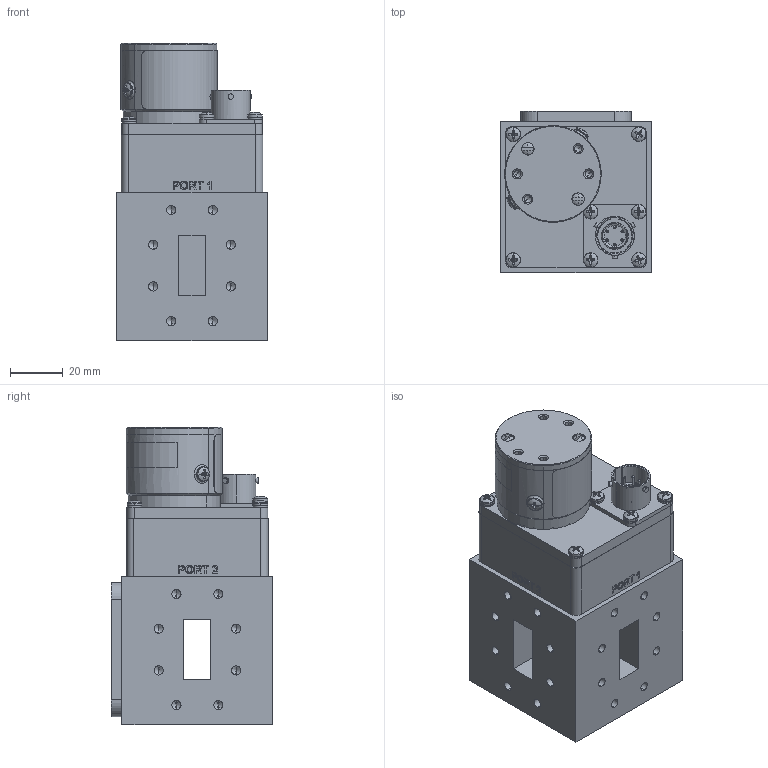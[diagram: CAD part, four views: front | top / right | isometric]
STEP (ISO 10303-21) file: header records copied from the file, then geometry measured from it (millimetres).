
FILE_DESCRIPTION (( 'STEP AP214' ), '1' );
FILE_NAME ('FMWGS6065_3D.STEP', '2021-03-31T14:33:08', ( '' ), ( '' ), 'SwSTEP 2.0', 'SolidWorks 2020', '' );
FILE_SCHEMA (( 'AUTOMOTIVE_DESIGN' ));
Length unit declared in the file: inch
Products named in the file (1): FMWGS6065_3D
Bounding box: 57.15 x 61.22 x 112.85 mm (x, y, z)
Volume: 184351.8 mm3; surface area: 80518.2 mm2
Topology: 32 solids, 32 shells, 1489 faces, 3587 edges, 2175 vertices
Faces by surface type: plane 617, cylinder 476, cone 197, bspline 127, sphere 38, torus 34
Entity records: 54348 total; most frequent: CARTESIAN_POINT 16807, DIRECTION 7004, ORIENTED_EDGE 6882, EDGE_CURVE 3441, AXIS2_PLACEMENT_3D 2560, VERTEX_POINT 2169, VECTOR 1884, LINE 1884
